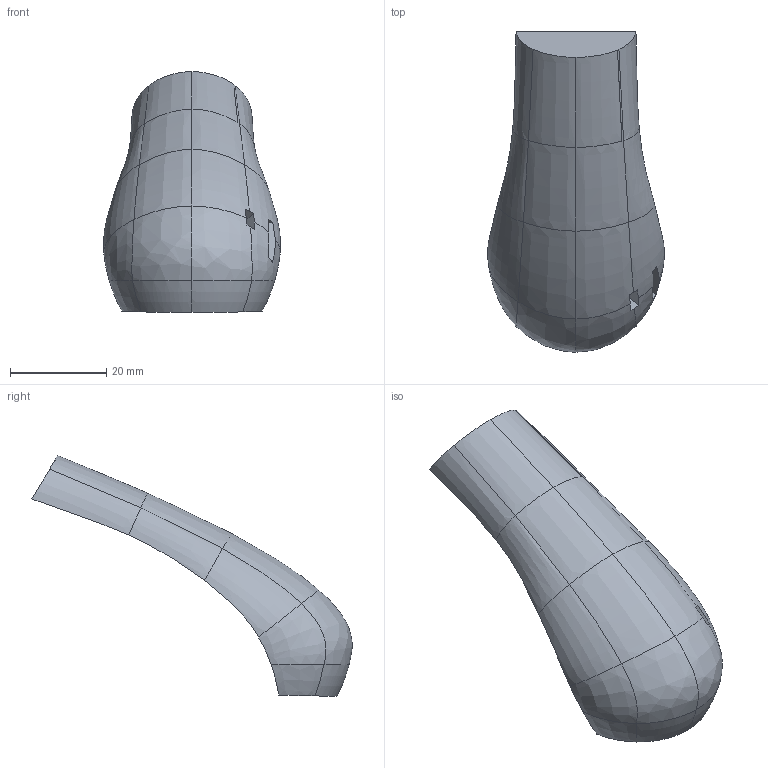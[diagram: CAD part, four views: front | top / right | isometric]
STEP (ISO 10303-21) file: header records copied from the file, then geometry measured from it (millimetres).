
FILE_DESCRIPTION(('OneSpaceDesigner STEP Export'),'2;1');
FILE_NAME('faceset4.step','2008-04-18T15:47:11',(''),(''),'CoCreate Modeling STEP processor for AP214 (Solid Model)','CoCreate Modeling 16.00P0223 23-Feb-2008 (C) CoCreate Software GmbH','');
FILE_SCHEMA(('AUTOMOTIVE_DESIGN { 1 0 10303 214 1 1 1 1 }'));
Length unit declared in the file: millimetre
Products named in the file (1): p1.1
Bounding box: 36.87 x 66.66 x 50.13 mm (x, y, z)
Volume: 22227.8 mm3; surface area: 6107.5 mm2
Topology: 1 solids, 1 shells, 35 faces, 88 edges, 55 vertices
Faces by surface type: bspline 21, plane 12, cylinder 2
Entity records: 3452 total; most frequent: CARTESIAN_POINT 2728, ORIENTED_EDGE 176, EDGE_CURVE 88, B_SPLINE_CURVE_WITH_KNOTS 69, VERTEX_POINT 55, DIRECTION 49, SURFACE_CURVE 37, EDGE_LOOP 35
